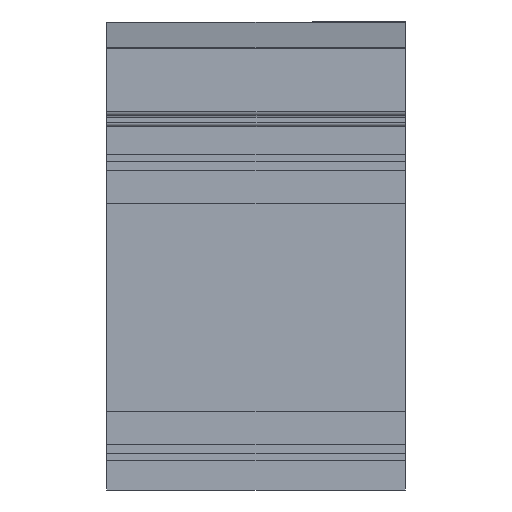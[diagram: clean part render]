
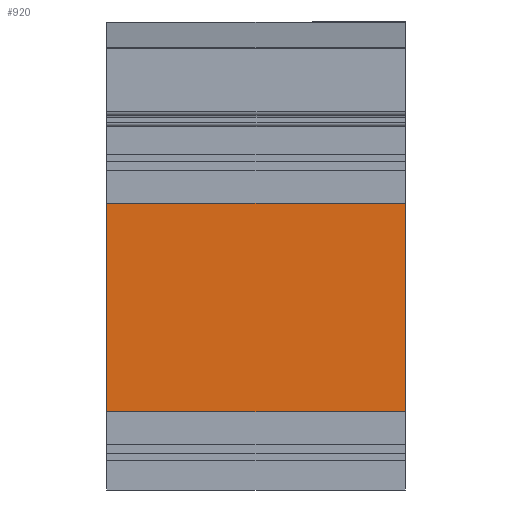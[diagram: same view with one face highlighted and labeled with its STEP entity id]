
A CAD part, left-side view. The second image highlights one B-rep face of the part: STEP entity #920.
In plain terms, the highlighted planar face has unit normal (-1, 0, 0).
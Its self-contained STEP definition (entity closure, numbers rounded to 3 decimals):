
#564 = EDGE_CURVE ( 'NONE', #756, #565, #1741, .T. ) ;
#565 = VERTEX_POINT ( 'NONE', #1737 ) ;
#681 = ORIENTED_EDGE ( 'NONE', *, *, #564, .F. ) ;
#756 = VERTEX_POINT ( 'NONE', #2230 ) ;
#788 = VERTEX_POINT ( 'NONE', #2273 ) ;
#789 = ORIENTED_EDGE ( 'NONE', *, *, #790, .F. ) ;
#790 = EDGE_CURVE ( 'NONE', #949, #788, #2272, .T. ) ;
#816 = EDGE_LOOP ( 'NONE', ( #817, #789, #944, #681 ) ) ;
#817 = ORIENTED_EDGE ( 'NONE', *, *, #818, .T. ) ;
#818 = EDGE_CURVE ( 'NONE', #756, #788, #2265, .T. ) ;
#920 = ADVANCED_FACE ( 'NONE', ( #2150 ), #2149, .F. ) ;
#944 = ORIENTED_EDGE ( 'NONE', *, *, #948, .F. ) ;
#948 = EDGE_CURVE ( 'NONE', #565, #949, #2203, .T. ) ;
#949 = VERTEX_POINT ( 'NONE', #2196 ) ;
#1737 = CARTESIAN_POINT ( 'NONE',  ( 841.5, 400., 140. ) ) ;
#1738 = DIRECTION ( 'NONE',  ( 0., 0., 1. ) ) ;
#1739 = VECTOR ( 'NONE', #1738, 1000. ) ;
#1740 = CARTESIAN_POINT ( 'NONE',  ( 841.5, 400., -140. ) ) ;
#1741 = LINE ( 'NONE', #1740, #1739 ) ;
#2144 = DIRECTION ( 'NONE',  ( 0., 1., 0. ) ) ;
#2145 = DIRECTION ( 'NONE',  ( 1., 0., 0. ) ) ;
#2146 = AXIS2_PLACEMENT_3D ( 'NONE', #2148, #2145, #2144 ) ;
#2148 = CARTESIAN_POINT ( 'NONE',  ( 841.5, 4000., -140. ) ) ;
#2149 = PLANE ( 'NONE',  #2146 ) ;
#2150 = FACE_OUTER_BOUND ( 'NONE', #816, .T. ) ;
#2196 = CARTESIAN_POINT ( 'NONE',  ( 841.5, 0., 140. ) ) ;
#2197 = DIRECTION ( 'NONE',  ( 0., -1., 0. ) ) ;
#2198 = VECTOR ( 'NONE', #2197, 1000. ) ;
#2199 = CARTESIAN_POINT ( 'NONE',  ( 841.5, 4000., 140. ) ) ;
#2203 = LINE ( 'NONE', #2199, #2198 ) ;
#2230 = CARTESIAN_POINT ( 'NONE',  ( 841.5, 400., -140. ) ) ;
#2259 = DIRECTION ( 'NONE',  ( 0., -1., 0. ) ) ;
#2260 = VECTOR ( 'NONE', #2259, 1000. ) ;
#2261 = CARTESIAN_POINT ( 'NONE',  ( 841.5, 4000., -140. ) ) ;
#2265 = LINE ( 'NONE', #2261, #2260 ) ;
#2269 = DIRECTION ( 'NONE',  ( 0., 0., -1. ) ) ;
#2270 = VECTOR ( 'NONE', #2269, 1000. ) ;
#2271 = CARTESIAN_POINT ( 'NONE',  ( 841.5, 0., -196. ) ) ;
#2272 = LINE ( 'NONE', #2271, #2270 ) ;
#2273 = CARTESIAN_POINT ( 'NONE',  ( 841.5, 0., -140. ) ) ;
